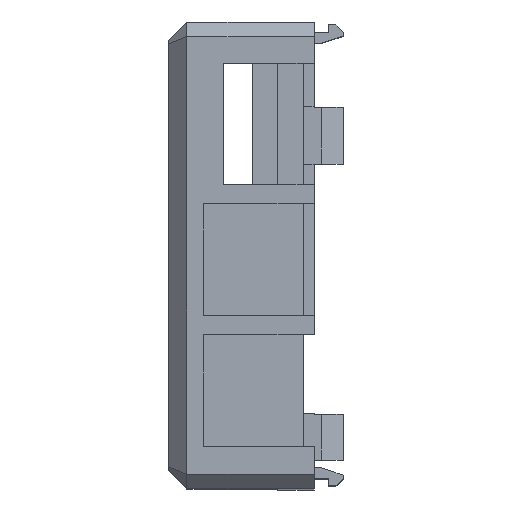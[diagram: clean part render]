
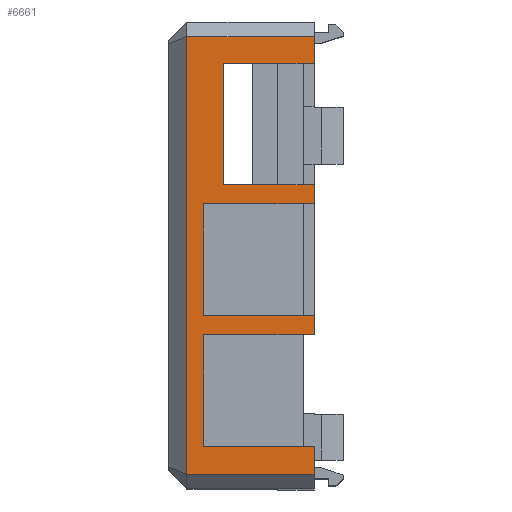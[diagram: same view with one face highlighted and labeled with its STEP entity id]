
A CAD part, top view. The second image highlights one B-rep face of the part: STEP entity #6661.
In plain terms, the highlighted planar face has unit normal (0, 0, 1).
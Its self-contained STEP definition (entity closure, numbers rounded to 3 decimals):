
#16 = LINE ( 'NONE', #2515, #4775 ) ;
#66 = CARTESIAN_POINT ( 'NONE',  ( 16., 22.3, 90.5 ) ) ;
#110 = VERTEX_POINT ( 'NONE', #7454 ) ;
#118 = DIRECTION ( 'NONE',  ( 0., 0., 1. ) ) ;
#242 = CARTESIAN_POINT ( 'NONE',  ( 16., 0., 90.5 ) ) ;
#373 = ORIENTED_EDGE ( 'NONE', *, *, #6404, .F. ) ;
#416 = LINE ( 'NONE', #3649, #3401 ) ;
#511 = AXIS2_PLACEMENT_3D ( 'NONE', #242, #118, #6707 ) ;
#627 = ORIENTED_EDGE ( 'NONE', *, *, #3145, .F. ) ;
#665 = EDGE_CURVE ( 'NONE', #2355, #110, #6224, .T. ) ;
#675 = ORIENTED_EDGE ( 'NONE', *, *, #1547, .F. ) ;
#785 = EDGE_CURVE ( 'NONE', #5318, #8240, #16, .T. ) ;
#826 = DIRECTION ( 'NONE',  ( 1., 0., 0. ) ) ;
#838 = LINE ( 'NONE', #5963, #7520 ) ;
#839 = CARTESIAN_POINT ( 'NONE',  ( 16., 57., 90.5 ) ) ;
#856 = DIRECTION ( 'NONE',  ( -1., 0., 0. ) ) ;
#994 = DIRECTION ( 'NONE',  ( 0., -1., 0. ) ) ;
#997 = CARTESIAN_POINT ( 'NONE',  ( 16., 0., 90.5 ) ) ;
#1035 = CARTESIAN_POINT ( 'NONE',  ( 16., 0.5, 90.5 ) ) ;
#1081 = CARTESIAN_POINT ( 'NONE',  ( 0.8, 19.7, 90.5 ) ) ;
#1114 = DIRECTION ( 'NONE',  ( 1., 0., 0. ) ) ;
#1298 = CARTESIAN_POINT ( 'NONE',  ( -1.5, 60.7, 90.5 ) ) ;
#1368 = CARTESIAN_POINT ( 'NONE',  ( -1.5, 0., 90.5 ) ) ;
#1421 = VECTOR ( 'NONE', #2088, 1000. ) ;
#1456 = DIRECTION ( 'NONE',  ( 0., 1., 0. ) ) ;
#1467 = CARTESIAN_POINT ( 'NONE',  ( 16., 0.5, 90.5 ) ) ;
#1500 = EDGE_CURVE ( 'NONE', #5542, #1534, #7388, .T. ) ;
#1505 = ORIENTED_EDGE ( 'NONE', *, *, #5297, .F. ) ;
#1534 = VERTEX_POINT ( 'NONE', #1035 ) ;
#1547 = EDGE_CURVE ( 'NONE', #110, #5469, #6294, .T. ) ;
#1585 = VERTEX_POINT ( 'NONE', #4865 ) ;
#1656 = DIRECTION ( 'NONE',  ( -1., 0., 0. ) ) ;
#1735 = DIRECTION ( 'NONE',  ( -1., 0., 0. ) ) ;
#1816 = DIRECTION ( 'NONE',  ( 0., -1., 0. ) ) ;
#1966 = ORIENTED_EDGE ( 'NONE', *, *, #4383, .T. ) ;
#1997 = CARTESIAN_POINT ( 'NONE',  ( -1.5, 0.5, 90.5 ) ) ;
#2010 = CARTESIAN_POINT ( 'NONE',  ( 0.8, 37.7, 90.5 ) ) ;
#2088 = DIRECTION ( 'NONE',  ( 1., 0., 0. ) ) ;
#2131 = CARTESIAN_POINT ( 'NONE',  ( 1.8, 4.3, 90.5 ) ) ;
#2190 = LINE ( 'NONE', #7378, #4766 ) ;
#2297 = VECTOR ( 'NONE', #1735, 1000. ) ;
#2355 = VERTEX_POINT ( 'NONE', #4400 ) ;
#2370 = DIRECTION ( 'NONE',  ( 0., 1., 0. ) ) ;
#2408 = VECTOR ( 'NONE', #7957, 1000. ) ;
#2421 = VECTOR ( 'NONE', #6616, 1000. ) ;
#2515 = CARTESIAN_POINT ( 'NONE',  ( 3.5, 57.5, 90.5 ) ) ;
#2524 = ORIENTED_EDGE ( 'NONE', *, *, #5181, .F. ) ;
#2535 = VERTEX_POINT ( 'NONE', #8078 ) ;
#2754 = LINE ( 'NONE', #1368, #5858 ) ;
#2810 = VECTOR ( 'NONE', #7482, 1000. ) ;
#2817 = DIRECTION ( 'NONE',  ( 1., 0., 0. ) ) ;
#2993 = VERTEX_POINT ( 'NONE', #3319 ) ;
#3145 = EDGE_CURVE ( 'NONE', #5469, #5128, #6712, .T. ) ;
#3157 = ORIENTED_EDGE ( 'NONE', *, *, #7021, .T. ) ;
#3221 = LINE ( 'NONE', #5850, #6265 ) ;
#3273 = CARTESIAN_POINT ( 'NONE',  ( 16., 0., 90.5 ) ) ;
#3319 = CARTESIAN_POINT ( 'NONE',  ( 0.8, 22.3, 90.5 ) ) ;
#3330 = LINE ( 'NONE', #8126, #2408 ) ;
#3337 = LINE ( 'NONE', #7967, #2421 ) ;
#3401 = VECTOR ( 'NONE', #1656, 1000. ) ;
#3517 = ORIENTED_EDGE ( 'NONE', *, *, #7849, .T. ) ;
#3649 = CARTESIAN_POINT ( 'NONE',  ( 16., 57., 90.5 ) ) ;
#3743 = LINE ( 'NONE', #3273, #2810 ) ;
#3768 = ORIENTED_EDGE ( 'NONE', *, *, #665, .F. ) ;
#3774 = VECTOR ( 'NONE', #2370, 1000. ) ;
#3859 = VERTEX_POINT ( 'NONE', #66 ) ;
#4228 = VECTOR ( 'NONE', #994, 1000. ) ;
#4249 = ORIENTED_EDGE ( 'NONE', *, *, #5784, .T. ) ;
#4383 = EDGE_CURVE ( 'NONE', #1585, #6830, #3330, .T. ) ;
#4400 = CARTESIAN_POINT ( 'NONE',  ( 16., 19.7, 90.5 ) ) ;
#4512 = ORIENTED_EDGE ( 'NONE', *, *, #5810, .F. ) ;
#4766 = VECTOR ( 'NONE', #1456, 1000. ) ;
#4775 = VECTOR ( 'NONE', #1816, 1000. ) ;
#4821 = LINE ( 'NONE', #6731, #8081 ) ;
#4865 = CARTESIAN_POINT ( 'NONE',  ( 16., 60.7, 90.5 ) ) ;
#5128 = VERTEX_POINT ( 'NONE', #8369 ) ;
#5181 = EDGE_CURVE ( 'NONE', #2993, #3859, #3221, .T. ) ;
#5205 = ORIENTED_EDGE ( 'NONE', *, *, #785, .F. ) ;
#5274 = CARTESIAN_POINT ( 'NONE',  ( 0.8, 4.3, 90.5 ) ) ;
#5286 = EDGE_CURVE ( 'NONE', #6830, #5542, #2754, .T. ) ;
#5297 = EDGE_CURVE ( 'NONE', #6119, #2993, #5936, .T. ) ;
#5318 = VERTEX_POINT ( 'NONE', #5379 ) ;
#5379 = CARTESIAN_POINT ( 'NONE',  ( 3.5, 57., 90.5 ) ) ;
#5469 = VERTEX_POINT ( 'NONE', #5274 ) ;
#5475 = EDGE_CURVE ( 'NONE', #2355, #3859, #3337, .T. ) ;
#5487 = ORIENTED_EDGE ( 'NONE', *, *, #1500, .T. ) ;
#5522 = EDGE_CURVE ( 'NONE', #8240, #6613, #838, .T. ) ;
#5542 = VERTEX_POINT ( 'NONE', #1997 ) ;
#5784 = EDGE_CURVE ( 'NONE', #2535, #6613, #2190, .T. ) ;
#5810 = EDGE_CURVE ( 'NONE', #2535, #6119, #4821, .T. ) ;
#5850 = CARTESIAN_POINT ( 'NONE',  ( 1.8, 22.3, 90.5 ) ) ;
#5858 = VECTOR ( 'NONE', #8540, 1000. ) ;
#5936 = LINE ( 'NONE', #6065, #6691 ) ;
#5963 = CARTESIAN_POINT ( 'NONE',  ( 3.5, 40.3, 90.5 ) ) ;
#6055 = CARTESIAN_POINT ( 'NONE',  ( 16., 40.3, 90.5 ) ) ;
#6065 = CARTESIAN_POINT ( 'NONE',  ( 0.8, 37.7, 90.5 ) ) ;
#6119 = VERTEX_POINT ( 'NONE', #2010 ) ;
#6224 = LINE ( 'NONE', #7575, #2297 ) ;
#6265 = VECTOR ( 'NONE', #1114, 1000. ) ;
#6272 = ORIENTED_EDGE ( 'NONE', *, *, #5475, .T. ) ;
#6294 = LINE ( 'NONE', #1081, #4228 ) ;
#6404 = EDGE_CURVE ( 'NONE', #6630, #5318, #416, .T. ) ;
#6613 = VERTEX_POINT ( 'NONE', #6055 ) ;
#6616 = DIRECTION ( 'NONE',  ( 0., 1., 0. ) ) ;
#6630 = VERTEX_POINT ( 'NONE', #839 ) ;
#6661 = ADVANCED_FACE ( 'NONE', ( #6790 ), #7315, .T. ) ;
#6673 = DIRECTION ( 'NONE',  ( 0., -1., 0. ) ) ;
#6691 = VECTOR ( 'NONE', #6673, 1000. ) ;
#6707 = DIRECTION ( 'NONE',  ( 0., -1., 0. ) ) ;
#6712 = LINE ( 'NONE', #2131, #1421 ) ;
#6731 = CARTESIAN_POINT ( 'NONE',  ( 16., 37.7, 90.5 ) ) ;
#6772 = EDGE_LOOP ( 'NONE', ( #1966, #7972, #5487, #3517, #627, #675, #3768, #6272, #2524, #1505, #4512, #4249, #7519, #5205, #373, #3157 ) ) ;
#6790 = FACE_OUTER_BOUND ( 'NONE', #6772, .T. ) ;
#6830 = VERTEX_POINT ( 'NONE', #1298 ) ;
#6909 = LINE ( 'NONE', #997, #3774 ) ;
#7021 = EDGE_CURVE ( 'NONE', #6630, #1585, #6909, .T. ) ;
#7315 = PLANE ( 'NONE',  #511 ) ;
#7378 = CARTESIAN_POINT ( 'NONE',  ( 16., 0., 90.5 ) ) ;
#7388 = LINE ( 'NONE', #1467, #7962 ) ;
#7454 = CARTESIAN_POINT ( 'NONE',  ( 0.8, 19.7, 90.5 ) ) ;
#7482 = DIRECTION ( 'NONE',  ( 0., 1., 0. ) ) ;
#7519 = ORIENTED_EDGE ( 'NONE', *, *, #5522, .F. ) ;
#7520 = VECTOR ( 'NONE', #2817, 1000. ) ;
#7575 = CARTESIAN_POINT ( 'NONE',  ( 16., 19.7, 90.5 ) ) ;
#7849 = EDGE_CURVE ( 'NONE', #1534, #5128, #3743, .T. ) ;
#7957 = DIRECTION ( 'NONE',  ( -1., 0., 0. ) ) ;
#7962 = VECTOR ( 'NONE', #826, 1000. ) ;
#7967 = CARTESIAN_POINT ( 'NONE',  ( 16., 0., 90.5 ) ) ;
#7972 = ORIENTED_EDGE ( 'NONE', *, *, #5286, .T. ) ;
#8038 = CARTESIAN_POINT ( 'NONE',  ( 3.5, 40.3, 90.5 ) ) ;
#8078 = CARTESIAN_POINT ( 'NONE',  ( 16., 37.7, 90.5 ) ) ;
#8081 = VECTOR ( 'NONE', #856, 1000. ) ;
#8126 = CARTESIAN_POINT ( 'NONE',  ( 16., 60.7, 90.5 ) ) ;
#8240 = VERTEX_POINT ( 'NONE', #8038 ) ;
#8369 = CARTESIAN_POINT ( 'NONE',  ( 16., 4.3, 90.5 ) ) ;
#8540 = DIRECTION ( 'NONE',  ( 0., -1., 0. ) ) ;
